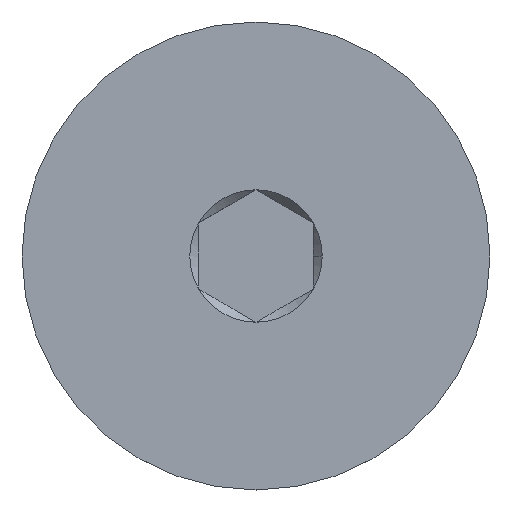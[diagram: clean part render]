
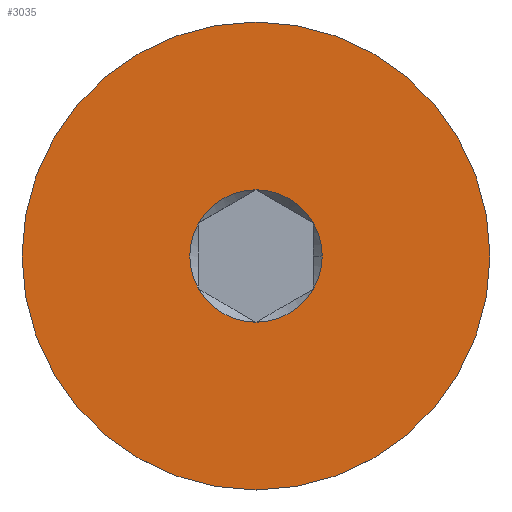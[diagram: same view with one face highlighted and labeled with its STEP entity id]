
A CAD part, top view. The second image highlights one B-rep face of the part: STEP entity #3035.
In plain terms, the highlighted planar face has unit normal (0, 0, 1).
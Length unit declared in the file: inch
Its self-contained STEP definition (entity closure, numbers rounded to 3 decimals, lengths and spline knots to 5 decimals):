
#50 = EDGE_CURVE ( 'NONE', #2367, #1913, #583, .T. ) ;
#87 = ORIENTED_EDGE ( 'NONE', *, *, #374, .F. ) ;
#171 = CIRCLE ( 'NONE', #2596, 0.03608 ) ;
#180 = CARTESIAN_POINT ( 'NONE',  ( 0., 0., 0.1875 ) ) ;
#214 = AXIS2_PLACEMENT_3D ( 'NONE', #3099, #1503, #1783 ) ;
#362 = DIRECTION ( 'NONE',  ( 0., 0., 1. ) ) ;
#371 = VERTEX_POINT ( 'NONE', #734 ) ;
#374 = EDGE_CURVE ( 'NONE', #1225, #2560, #1152, .T. ) ;
#395 = ORIENTED_EDGE ( 'NONE', *, *, #927, .F. ) ;
#411 = DIRECTION ( 'NONE',  ( 0., 0., 1. ) ) ;
#455 = CARTESIAN_POINT ( 'NONE',  ( 0., 0.1275, 0.1875 ) ) ;
#475 = DIRECTION ( 'NONE',  ( 0., 0., 1. ) ) ;
#476 = EDGE_LOOP ( 'NONE', ( #2908, #2955 ) ) ;
#495 = AXIS2_PLACEMENT_3D ( 'NONE', #1036, #3171, #1870 ) ;
#524 = DIRECTION ( 'NONE',  ( 1., 0., 0. ) ) ;
#583 = CIRCLE ( 'NONE', #214, 0.1275 ) ;
#607 = VERTEX_POINT ( 'NONE', #1090 ) ;
#641 = CIRCLE ( 'NONE', #2494, 0.1275 ) ;
#724 = CIRCLE ( 'NONE', #959, 0.03608 ) ;
#734 = CARTESIAN_POINT ( 'NONE',  ( 0., -0.03608, 0.1875 ) ) ;
#763 = CARTESIAN_POINT ( 'NONE',  ( 0.03125, 0.01804, 0.1875 ) ) ;
#890 = AXIS2_PLACEMENT_3D ( 'NONE', #1263, #1563, #2895 ) ;
#927 = EDGE_CURVE ( 'NONE', #1678, #607, #3145, .T. ) ;
#959 = AXIS2_PLACEMENT_3D ( 'NONE', #1535, #3141, #2568 ) ;
#1036 = CARTESIAN_POINT ( 'NONE',  ( 0., 0., 0.1875 ) ) ;
#1090 = CARTESIAN_POINT ( 'NONE',  ( 0., 0.03608, 0.1875 ) ) ;
#1140 = EDGE_CURVE ( 'NONE', #2560, #1678, #171, .T. ) ;
#1152 = CIRCLE ( 'NONE', #2812, 0.03608 ) ;
#1168 = CIRCLE ( 'NONE', #890, 0.03608 ) ;
#1225 = VERTEX_POINT ( 'NONE', #3374 ) ;
#1263 = CARTESIAN_POINT ( 'NONE',  ( 0., 0., 0.1875 ) ) ;
#1265 = EDGE_CURVE ( 'NONE', #1530, #371, #1728, .T. ) ;
#1294 = FACE_BOUND ( 'NONE', #3387, .T. ) ;
#1303 = CARTESIAN_POINT ( 'NONE',  ( 0., 0., 0.1875 ) ) ;
#1398 = EDGE_CURVE ( 'NONE', #3327, #1530, #3179, .T. ) ;
#1410 = ORIENTED_EDGE ( 'NONE', *, *, #1265, .F. ) ;
#1432 = CARTESIAN_POINT ( 'NONE',  ( 0., -0.1275, 0.1875 ) ) ;
#1503 = DIRECTION ( 'NONE',  ( 0., 0., -1. ) ) ;
#1528 = AXIS2_PLACEMENT_3D ( 'NONE', #1977, #362, #3006 ) ;
#1529 = ORIENTED_EDGE ( 'NONE', *, *, #1398, .F. ) ;
#1530 = VERTEX_POINT ( 'NONE', #1993 ) ;
#1535 = CARTESIAN_POINT ( 'NONE',  ( 0., 0., 0.1875 ) ) ;
#1563 = DIRECTION ( 'NONE',  ( 0., 0., 1. ) ) ;
#1580 = CARTESIAN_POINT ( 'NONE',  ( 0., 0., 0.1875 ) ) ;
#1605 = DIRECTION ( 'NONE',  ( 0., 0., 1. ) ) ;
#1650 = EDGE_CURVE ( 'NONE', #607, #3327, #1168, .T. ) ;
#1677 = EDGE_CURVE ( 'NONE', #1913, #2367, #641, .T. ) ;
#1678 = VERTEX_POINT ( 'NONE', #763 ) ;
#1728 = CIRCLE ( 'NONE', #3356, 0.03608 ) ;
#1783 = DIRECTION ( 'NONE',  ( 0., 1., 0. ) ) ;
#1787 = CARTESIAN_POINT ( 'NONE',  ( 0.03608, 0., 0.1875 ) ) ;
#1870 = DIRECTION ( 'NONE',  ( 0., -1., 0. ) ) ;
#1911 = EDGE_CURVE ( 'NONE', #371, #1225, #724, .T. ) ;
#1913 = VERTEX_POINT ( 'NONE', #1432 ) ;
#1977 = CARTESIAN_POINT ( 'NONE',  ( 0., 0., 0.1875 ) ) ;
#1993 = CARTESIAN_POINT ( 'NONE',  ( -0.03125, -0.01804, 0.1875 ) ) ;
#2053 = CARTESIAN_POINT ( 'NONE',  ( 0., 0., 0.1875 ) ) ;
#2367 = VERTEX_POINT ( 'NONE', #455 ) ;
#2375 = FACE_OUTER_BOUND ( 'NONE', #476, .T. ) ;
#2494 = AXIS2_PLACEMENT_3D ( 'NONE', #1580, #3131, #3162 ) ;
#2560 = VERTEX_POINT ( 'NONE', #1787 ) ;
#2568 = DIRECTION ( 'NONE',  ( 1., 0., 0. ) ) ;
#2577 = DIRECTION ( 'NONE',  ( 0., 0., 1. ) ) ;
#2596 = AXIS2_PLACEMENT_3D ( 'NONE', #180, #411, #3078 ) ;
#2651 = PLANE ( 'NONE',  #495 ) ;
#2812 = AXIS2_PLACEMENT_3D ( 'NONE', #2053, #475, #3410 ) ;
#2847 = CARTESIAN_POINT ( 'NONE',  ( 0., 0., 0.1875 ) ) ;
#2895 = DIRECTION ( 'NONE',  ( 1., 0., 0. ) ) ;
#2908 = ORIENTED_EDGE ( 'NONE', *, *, #50, .F. ) ;
#2955 = ORIENTED_EDGE ( 'NONE', *, *, #1677, .F. ) ;
#3006 = DIRECTION ( 'NONE',  ( 1., 0., 0. ) ) ;
#3021 = CARTESIAN_POINT ( 'NONE',  ( -0.03125, 0.01804, 0.1875 ) ) ;
#3035 = ADVANCED_FACE ( 'NONE', ( #1294, #2375 ), #2651, .T. ) ;
#3078 = DIRECTION ( 'NONE',  ( 1., 0., 0. ) ) ;
#3099 = CARTESIAN_POINT ( 'NONE',  ( 0., 0., 0.1875 ) ) ;
#3131 = DIRECTION ( 'NONE',  ( 0., 0., -1. ) ) ;
#3135 = ORIENTED_EDGE ( 'NONE', *, *, #1140, .F. ) ;
#3141 = DIRECTION ( 'NONE',  ( 0., 0., 1. ) ) ;
#3145 = CIRCLE ( 'NONE', #1528, 0.03608 ) ;
#3162 = DIRECTION ( 'NONE',  ( 0., 1., 0. ) ) ;
#3171 = DIRECTION ( 'NONE',  ( 0., 0., 1. ) ) ;
#3179 = CIRCLE ( 'NONE', #3236, 0.03608 ) ;
#3207 = ORIENTED_EDGE ( 'NONE', *, *, #1650, .F. ) ;
#3236 = AXIS2_PLACEMENT_3D ( 'NONE', #1303, #1605, #524 ) ;
#3252 = ORIENTED_EDGE ( 'NONE', *, *, #1911, .F. ) ;
#3327 = VERTEX_POINT ( 'NONE', #3021 ) ;
#3356 = AXIS2_PLACEMENT_3D ( 'NONE', #2847, #2577, #3415 ) ;
#3374 = CARTESIAN_POINT ( 'NONE',  ( 0.03125, -0.01804, 0.1875 ) ) ;
#3387 = EDGE_LOOP ( 'NONE', ( #395, #3135, #87, #3252, #1410, #1529, #3207 ) ) ;
#3410 = DIRECTION ( 'NONE',  ( 1., 0., 0. ) ) ;
#3415 = DIRECTION ( 'NONE',  ( 1., 0., 0. ) ) ;
